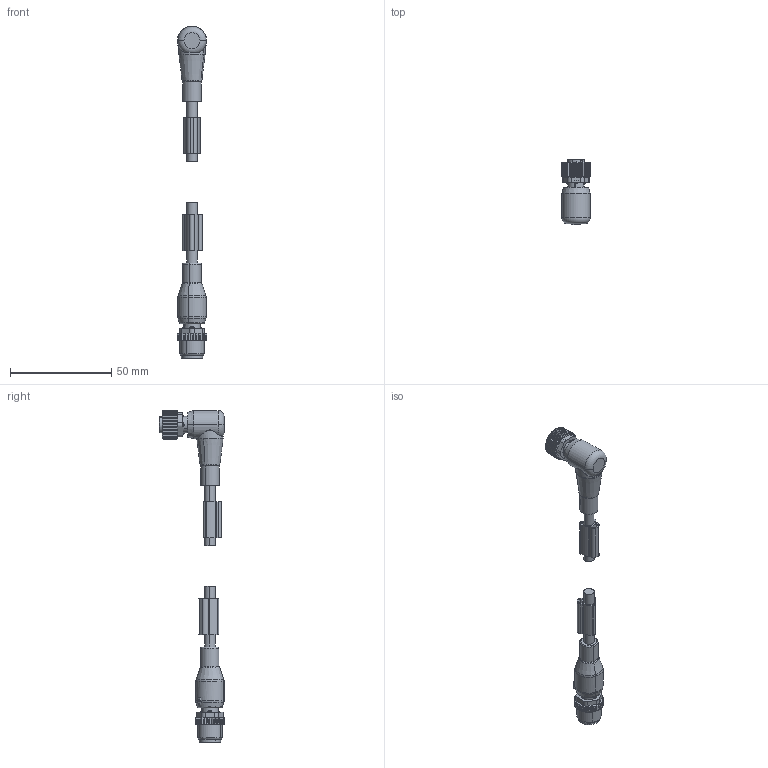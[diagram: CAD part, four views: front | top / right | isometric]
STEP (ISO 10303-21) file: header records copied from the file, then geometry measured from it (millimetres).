
FILE_DESCRIPTION(('CATIA V5 STEP Exchange','CAx-IF Rec.Pracs.--- Model Styling and Organization---1.4--- 2014-01-23'),'2;1');
FILE_NAME ('034271-3_0', '2022-02-14T09:59:03+00:00', ('none'), ('Weidmueller'), 'CATIA Version 5-6 Release 2016 SP3 HF44', 'CATIA V5 STEP AP214', 'none');
FILE_SCHEMA(('AUTOMOTIVE_DESIGN { 1 0 10303 214 1 1 1 1 }'));
Length unit declared in the file: millimetre
Products named in the file (1): 9457270650
Bounding box: 14.6 x 32.26 x 164.3 mm (x, y, z)
Volume: 13257.4 mm3; surface area: 12983.8 mm2
Topology: 31 solids, 31 shells, 1419 faces, 3488 edges, 2179 vertices
Faces by surface type: plane 532, cylinder 467, cone 205, torus 172, bspline 27, sphere 12, revolution 4
Entity records: 40946 total; most frequent: CARTESIAN_POINT 11143, ORIENTED_EDGE 6892, DIRECTION 4560, EDGE_CURVE 3446, AXIS2_PLACEMENT_3D 2280, VERTEX_POINT 2179, EDGE_LOOP 1563, ADVANCED_FACE 1419
